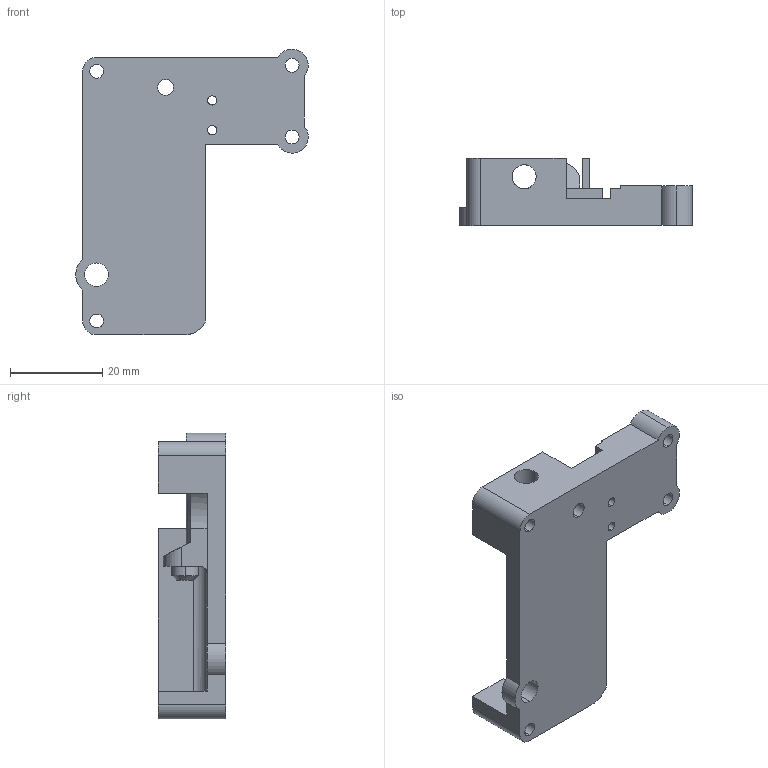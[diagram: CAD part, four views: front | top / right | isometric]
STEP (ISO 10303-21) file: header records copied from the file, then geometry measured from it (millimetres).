
FILE_DESCRIPTION (( 'STEP AP203' ), '1' );
FILE_NAME ('frame.STEP', '2025-02-21T17:48:18', ( '' ), ( '' ), 'SwSTEP 2.0', 'SolidWorks 2024', '' );
FILE_SCHEMA (( 'CONFIG_CONTROL_DESIGN' ));
Length unit declared in the file: millimetre
Products named in the file (1): frame
Bounding box: 50.29 x 14.5 x 61.8 mm (x, y, z)
Volume: 13205.8 mm3; surface area: 7925.1 mm2
Topology: 1 solids, 1 shells, 106 faces, 299 edges, 196 vertices
Faces by surface type: cylinder 45, plane 44, bspline 11, cone 4, torus 2
Entity records: 5947 total; most frequent: CARTESIAN_POINT 3141, ORIENTED_EDGE 598, DIRECTION 530, EDGE_CURVE 299, VERTEX_POINT 196, AXIS2_PLACEMENT_3D 186, VECTOR 158, LINE 158
